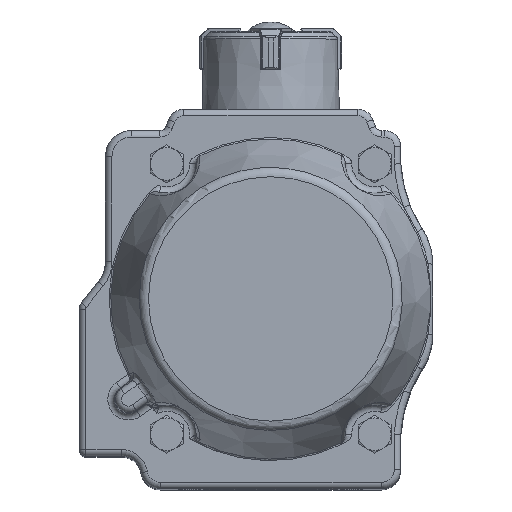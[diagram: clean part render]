
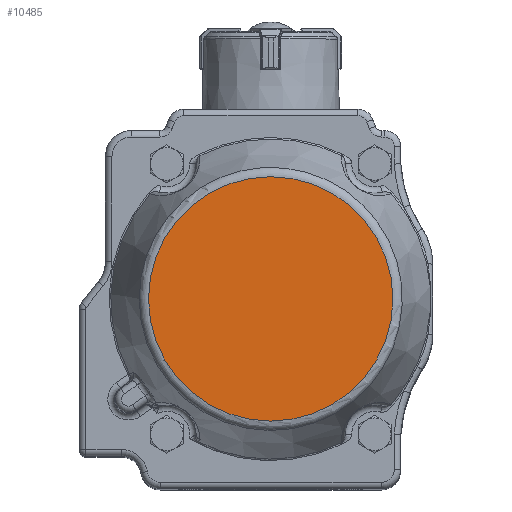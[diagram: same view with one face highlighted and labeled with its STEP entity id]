
A CAD part, top view. The second image highlights one B-rep face of the part: STEP entity #10485.
In plain terms, the highlighted planar face has unit normal (0, 0, 1).
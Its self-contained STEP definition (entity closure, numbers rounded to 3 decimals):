
#361=PLANE('',#11659);
#3829=ORIENTED_EDGE('',*,*,#5987,.F.);
#5987=EDGE_CURVE('',#7318,#7318,#8108,.T.);
#7318=VERTEX_POINT('',#19302);
#8108=CIRCLE('',#11537,37.334);
#8871=EDGE_LOOP('',(#3829));
#9700=FACE_BOUND('',#8871,.T.);
#10485=ADVANCED_FACE('',(#9700),#361,.T.);
#11537=AXIS2_PLACEMENT_3D('',#19301,#13710,#13711);
#11659=AXIS2_PLACEMENT_3D('',#20293,#14037,#14038);
#13710=DIRECTION('',(0.,0.,-1.));
#13711=DIRECTION('',(-1.,0.,0.));
#14037=DIRECTION('',(0.,0.,1.));
#14038=DIRECTION('',(1.,0.,0.));
#19301=CARTESIAN_POINT('',(0.,0.,123.));
#19302=CARTESIAN_POINT('',(-37.334,0.,123.));
#20293=CARTESIAN_POINT('',(26.566,53.,123.));
